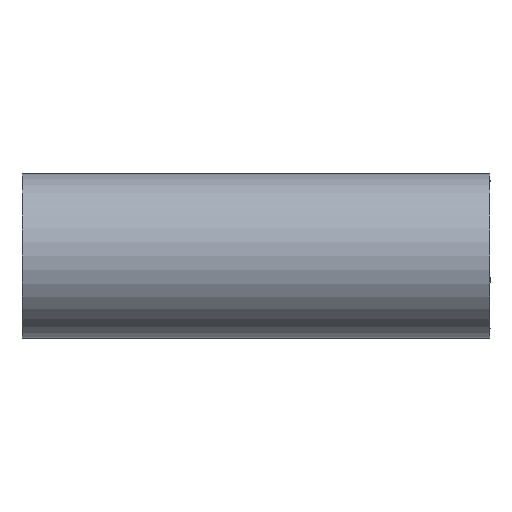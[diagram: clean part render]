
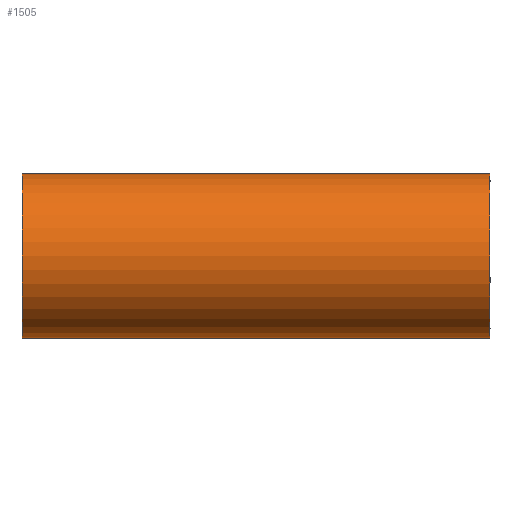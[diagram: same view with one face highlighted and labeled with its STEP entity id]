
A CAD part, front view. The second image highlights one B-rep face of the part: STEP entity #1505.
In plain terms, the highlighted cylindrical face has radius 37.719 mm (diameter 75.438 mm), a partial arc.
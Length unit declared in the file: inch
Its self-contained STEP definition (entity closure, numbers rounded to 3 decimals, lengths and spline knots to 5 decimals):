
#84 = DIRECTION ( 'NONE',  ( 0., 0., 1. ) ) ;
#394 = EDGE_CURVE ( 'NONE', #914, #1048, #1897, .T. ) ;
#470 = DIRECTION ( 'NONE',  ( 0., 0., 1. ) ) ;
#586 = ORIENTED_EDGE ( 'NONE', *, *, #1275, .F. ) ;
#729 = LINE ( 'NONE', #3214, #3217 ) ;
#762 = VERTEX_POINT ( 'NONE', #2108 ) ;
#914 = VERTEX_POINT ( 'NONE', #5068 ) ;
#1048 = VERTEX_POINT ( 'NONE', #5202 ) ;
#1056 = AXIS2_PLACEMENT_3D ( 'NONE', #3829, #4672, #470 ) ;
#1275 = EDGE_CURVE ( 'NONE', #762, #914, #729, .T. ) ;
#1312 = EDGE_LOOP ( 'NONE', ( #586, #1472, #3299, #4040 ) ) ;
#1459 = AXIS2_PLACEMENT_3D ( 'NONE', #1895, #4894, #3543 ) ;
#1472 = ORIENTED_EDGE ( 'NONE', *, *, #2040, .T. ) ;
#1497 = EDGE_CURVE ( 'NONE', #1501, #1048, #4163, .T. ) ;
#1501 = VERTEX_POINT ( 'NONE', #5093 ) ;
#1505 = ADVANCED_FACE ( 'NONE', ( #5067 ), #3775, .T. ) ;
#1581 = AXIS2_PLACEMENT_3D ( 'NONE', #3416, #3340, #84 ) ;
#1598 = CIRCLE ( 'NONE', #1056, 1.485 ) ;
#1895 = CARTESIAN_POINT ( 'NONE',  ( 0., 0., 0. ) ) ;
#1897 = CIRCLE ( 'NONE', #1459, 1.485 ) ;
#2040 = EDGE_CURVE ( 'NONE', #762, #1501, #1598, .T. ) ;
#2108 = CARTESIAN_POINT ( 'NONE',  ( 8.459, 0., -1.485 ) ) ;
#2374 = DIRECTION ( 'NONE',  ( -1., 0., 0. ) ) ;
#2909 = DIRECTION ( 'NONE',  ( -1., 0., 0. ) ) ;
#3214 = CARTESIAN_POINT ( 'NONE',  ( 0., 0., -1.485 ) ) ;
#3217 = VECTOR ( 'NONE', #2374, 39.37008 ) ;
#3299 = ORIENTED_EDGE ( 'NONE', *, *, #1497, .T. ) ;
#3340 = DIRECTION ( 'NONE',  ( -1., 0., 0. ) ) ;
#3416 = CARTESIAN_POINT ( 'NONE',  ( 0., 0., 0. ) ) ;
#3543 = DIRECTION ( 'NONE',  ( 0., 0., 1. ) ) ;
#3775 = CYLINDRICAL_SURFACE ( 'NONE', #1581, 1.485 ) ;
#3804 = CARTESIAN_POINT ( 'NONE',  ( 0., 0., 1.485 ) ) ;
#3829 = CARTESIAN_POINT ( 'NONE',  ( 8.459, 0., 0. ) ) ;
#3901 = VECTOR ( 'NONE', #2909, 39.37008 ) ;
#4040 = ORIENTED_EDGE ( 'NONE', *, *, #394, .F. ) ;
#4163 = LINE ( 'NONE', #3804, #3901 ) ;
#4672 = DIRECTION ( 'NONE',  ( -1., 0., 0. ) ) ;
#4894 = DIRECTION ( 'NONE',  ( -1., 0., 0. ) ) ;
#5067 = FACE_OUTER_BOUND ( 'NONE', #1312, .T. ) ;
#5068 = CARTESIAN_POINT ( 'NONE',  ( 0., 0., -1.485 ) ) ;
#5093 = CARTESIAN_POINT ( 'NONE',  ( 8.459, 0., 1.485 ) ) ;
#5202 = CARTESIAN_POINT ( 'NONE',  ( 0., 0., 1.485 ) ) ;
